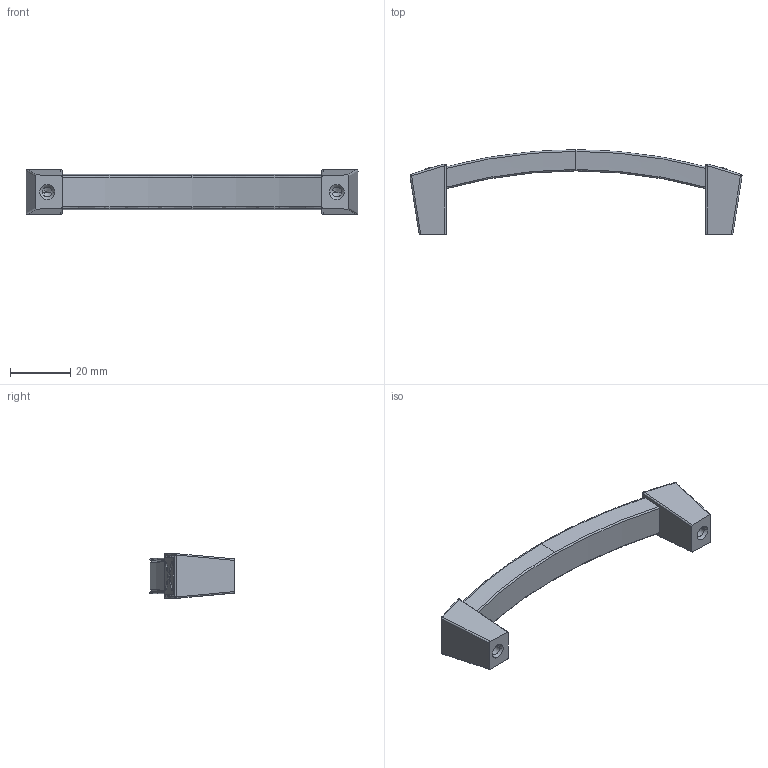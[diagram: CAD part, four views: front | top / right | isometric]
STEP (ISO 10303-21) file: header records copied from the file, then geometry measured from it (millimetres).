
FILE_DESCRIPTION(('Creo Elements/Direct Modeling STEP Export'),'2;1');
FILE_NAME('1567-110.stp','2019-10-30T14:38:36',(''),(''),'Creo Elements/Direct Modeling STEP processor for AP214 (Solid Model)','Creo Elements/Direct Modeling 20.0 12-Nov-2016 (C) Parametric Technology GmbH','');
FILE_SCHEMA(('AUTOMOTIVE_DESIGN { 1 0 10303 214 1 1 1 1 }'));
Length unit declared in the file: millimetre
Products named in the file (1): 1567-110
Bounding box: 110.1 x 28 x 14.9 mm (x, y, z)
Volume: 12719.5 mm3; surface area: 5961.7 mm2
Topology: 1 solids, 1 shells, 162 faces, 390 edges, 240 vertices
Faces by surface type: bspline 44, torus 36, cylinder 32, plane 30, extrusion 8, cone 8, sphere 4
Entity records: 17706 total; most frequent: CARTESIAN_POINT 14372, ORIENTED_EDGE 764, DIRECTION 489, EDGE_CURVE 382, VERTEX_POINT 240, AXIS2_PLACEMENT_3D 196, EDGE_LOOP 180, B_SPLINE_CURVE_WITH_KNOTS 177
